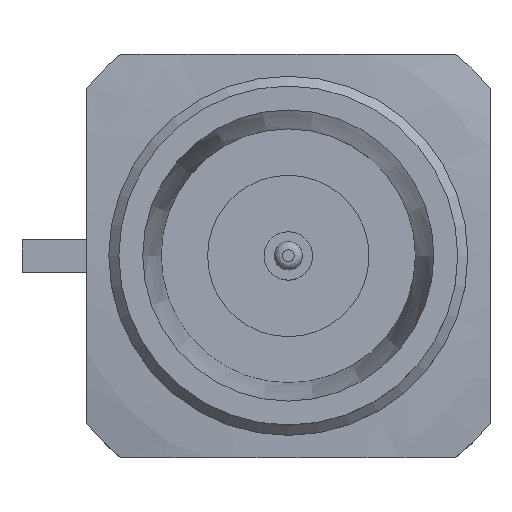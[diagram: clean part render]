
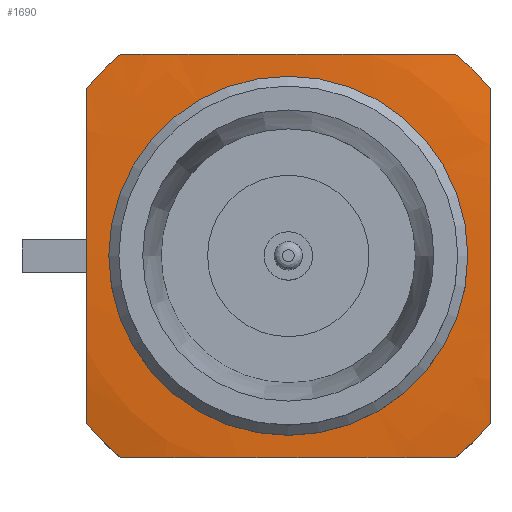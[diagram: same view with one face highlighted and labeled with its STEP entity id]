
A CAD part, top view. The second image highlights one B-rep face of the part: STEP entity #1690.
In plain terms, the highlighted free-form (B-spline) face has degree [2, 2] with [3, 9] control points.
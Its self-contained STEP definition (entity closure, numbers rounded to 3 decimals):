
#18=(
BOUNDED_CURVE()
B_SPLINE_CURVE(2,(#2775,#2776,#2777),.UNSPECIFIED.,.F.,.F.)
B_SPLINE_CURVE_WITH_KNOTS((3,3),(-1.571,-1.508),
 .UNSPECIFIED.)
CURVE()
GEOMETRIC_REPRESENTATION_ITEM()
RATIONAL_B_SPLINE_CURVE((1.,0.998,0.997))
REPRESENTATION_ITEM('')
);
#19=(
BOUNDED_SURFACE()
B_SPLINE_SURFACE(2,2,((#2747,#2748,#2749,#2750,#2751,#2752,#2753,#2754,
#2755),(#2756,#2757,#2758,#2759,#2760,#2761,#2762,#2763,#2764),(#2765,#2766,
#2767,#2768,#2769,#2770,#2771,#2772,#2773)),.UNSPECIFIED.,.F.,.T.,.F.)
B_SPLINE_SURFACE_WITH_KNOTS((3,3),(3,2,2,2,3),(1.335,1.571),
(-3.142,-1.571,0.,1.571,3.142),
 .UNSPECIFIED.)
GEOMETRIC_REPRESENTATION_ITEM()
RATIONAL_B_SPLINE_SURFACE(((1.,0.707,1.,0.707,1.,
0.707,1.,0.707,1.),(0.993,0.702,
0.993,0.702,0.993,0.702,
0.993,0.702,0.993),(1.,0.707,
1.,0.707,1.,0.707,1.,0.707,1.)))
REPRESENTATION_ITEM('')
SURFACE()
);
#21=B_SPLINE_CURVE_WITH_KNOTS('',3,(#2673,#2674,#2675,#2676,#2677,#2678,
#2679,#2680,#2681,#2682),.UNSPECIFIED.,.F.,.F.,(4,2,2,2,4),(1.414,
1.434,1.609,1.785,1.805),
 .UNSPECIFIED.);
#22=B_SPLINE_CURVE_WITH_KNOTS('',3,(#2694,#2695,#2696,#2697,#2698,#2699,
#2700,#2701,#2702,#2703),.UNSPECIFIED.,.F.,.F.,(4,2,2,2,4),(1.414,
1.434,1.609,1.785,1.805),
 .UNSPECIFIED.);
#23=B_SPLINE_CURVE_WITH_KNOTS('',3,(#2715,#2716,#2717,#2718,#2719,#2720,
#2721,#2722,#2723,#2724),.UNSPECIFIED.,.F.,.F.,(4,2,2,2,4),(1.414,
1.434,1.609,1.785,1.805),
 .UNSPECIFIED.);
#24=B_SPLINE_CURVE_WITH_KNOTS('',3,(#2779,#2780,#2781,#2782,#2783,#2784),
 .UNSPECIFIED.,.F.,.F.,(4,2,4),(-1.609,-1.434,-1.414),
 .UNSPECIFIED.);
#25=B_SPLINE_CURVE_WITH_KNOTS('',3,(#2786,#2787,#2788,#2789,#2790,#2791),
 .UNSPECIFIED.,.F.,.F.,(4,2,4),(-1.805,-1.785,-1.609),
 .UNSPECIFIED.);
#111=FACE_OUTER_BOUND('',#201,.T.);
#201=EDGE_LOOP('',(#1257,#1258,#1259,#1260,#1261,#1262,#1263,#1264,#1265,
#1266,#1267,#1268,#1269));
#572=CIRCLE('',#1789,2.225);
#573=CIRCLE('',#1790,2.225);
#597=CIRCLE('',#1834,3.25);
#599=CIRCLE('',#1838,3.25);
#603=CIRCLE('',#1846,3.25);
#604=CIRCLE('',#1847,3.25);
#671=VERTEX_POINT('',#2528);
#672=VERTEX_POINT('',#2529);
#723=VERTEX_POINT('',#2666);
#726=VERTEX_POINT('',#2671);
#728=VERTEX_POINT('',#2686);
#730=VERTEX_POINT('',#2692);
#732=VERTEX_POINT('',#2707);
#734=VERTEX_POINT('',#2713);
#742=VERTEX_POINT('',#2744);
#743=VERTEX_POINT('',#2774);
#744=VERTEX_POINT('',#2778);
#846=EDGE_CURVE('',#671,#672,#572,.T.);
#848=EDGE_CURVE('',#672,#671,#573,.T.);
#916=EDGE_CURVE('',#723,#726,#21,.T.);
#919=EDGE_CURVE('',#728,#726,#597,.T.);
#922=EDGE_CURVE('',#728,#730,#22,.T.);
#925=EDGE_CURVE('',#732,#730,#599,.T.);
#928=EDGE_CURVE('',#732,#734,#23,.T.);
#939=EDGE_CURVE('',#742,#734,#603,.T.);
#940=EDGE_CURVE('',#672,#743,#18,.T.);
#941=EDGE_CURVE('',#743,#744,#24,.T.);
#942=EDGE_CURVE('',#723,#744,#604,.T.);
#943=EDGE_CURVE('',#742,#743,#25,.T.);
#1257=ORIENTED_EDGE('',*,*,#846,.T.);
#1258=ORIENTED_EDGE('',*,*,#940,.T.);
#1259=ORIENTED_EDGE('',*,*,#941,.T.);
#1260=ORIENTED_EDGE('',*,*,#942,.F.);
#1261=ORIENTED_EDGE('',*,*,#916,.T.);
#1262=ORIENTED_EDGE('',*,*,#919,.F.);
#1263=ORIENTED_EDGE('',*,*,#922,.T.);
#1264=ORIENTED_EDGE('',*,*,#925,.F.);
#1265=ORIENTED_EDGE('',*,*,#928,.T.);
#1266=ORIENTED_EDGE('',*,*,#939,.F.);
#1267=ORIENTED_EDGE('',*,*,#943,.T.);
#1268=ORIENTED_EDGE('',*,*,#940,.F.);
#1269=ORIENTED_EDGE('',*,*,#848,.T.);
#1690=ADVANCED_FACE('',(#111),#19,.F.);
#1789=AXIS2_PLACEMENT_3D('',#2530,#2045,#2046);
#1790=AXIS2_PLACEMENT_3D('',#2532,#2048,#2049);
#1834=AXIS2_PLACEMENT_3D('',#2688,#2182,#2183);
#1838=AXIS2_PLACEMENT_3D('',#2709,#2193,#2194);
#1846=AXIS2_PLACEMENT_3D('',#2746,#2218,#2219);
#1847=AXIS2_PLACEMENT_3D('',#2785,#2220,#2221);
#2045=DIRECTION('center_axis',(0.,0.,-1.));
#2046=DIRECTION('ref_axis',(1.,0.,0.));
#2048=DIRECTION('center_axis',(0.,0.,-1.));
#2049=DIRECTION('ref_axis',(1.,0.,0.));
#2182=DIRECTION('center_axis',(0.,0.,-1.));
#2183=DIRECTION('ref_axis',(-1.,0.,0.));
#2193=DIRECTION('center_axis',(0.,0.,-1.));
#2194=DIRECTION('ref_axis',(-1.,0.,0.));
#2218=DIRECTION('center_axis',(0.,0.,-1.));
#2219=DIRECTION('ref_axis',(-1.,0.,0.));
#2220=DIRECTION('center_axis',(0.,0.,-1.));
#2221=DIRECTION('ref_axis',(-1.,0.,0.));
#2528=CARTESIAN_POINT('',(2.225,0.,0.));
#2529=CARTESIAN_POINT('',(-2.225,0.,0.));
#2530=CARTESIAN_POINT('Origin',(0.,0.,0.));
#2532=CARTESIAN_POINT('Origin',(0.,0.,0.));
#2666=CARTESIAN_POINT('',(-2.077,-2.5,-0.121));
#2671=CARTESIAN_POINT('',(2.077,-2.5,-0.121));
#2673=CARTESIAN_POINT('Ctrl Pts',(-2.077,-2.5,-0.121));
#2674=CARTESIAN_POINT('Ctrl Pts',(-2.005,-2.5,-0.11));
#2675=CARTESIAN_POINT('Ctrl Pts',(-1.934,-2.5,-0.1));
#2676=CARTESIAN_POINT('Ctrl Pts',(-1.232,-2.5,-0.013));
#2677=CARTESIAN_POINT('Ctrl Pts',(-0.586,-2.5,
-0.009));
#2678=CARTESIAN_POINT('Ctrl Pts',(0.586,-2.5,-0.009));
#2679=CARTESIAN_POINT('Ctrl Pts',(1.232,-2.5,-0.013));
#2680=CARTESIAN_POINT('Ctrl Pts',(1.934,-2.5,-0.1));
#2681=CARTESIAN_POINT('Ctrl Pts',(2.005,-2.5,-0.11));
#2682=CARTESIAN_POINT('Ctrl Pts',(2.077,-2.5,-0.121));
#2686=CARTESIAN_POINT('',(2.5,-2.077,-0.121));
#2688=CARTESIAN_POINT('Origin',(0.,0.,-0.121));
#2692=CARTESIAN_POINT('',(2.5,2.077,-0.121));
#2694=CARTESIAN_POINT('Ctrl Pts',(2.5,-2.077,-0.121));
#2695=CARTESIAN_POINT('Ctrl Pts',(2.5,-2.005,-0.11));
#2696=CARTESIAN_POINT('Ctrl Pts',(2.5,-1.934,-0.1));
#2697=CARTESIAN_POINT('Ctrl Pts',(2.5,-1.232,-0.013));
#2698=CARTESIAN_POINT('Ctrl Pts',(2.5,-0.586,-0.009));
#2699=CARTESIAN_POINT('Ctrl Pts',(2.5,0.586,-0.009));
#2700=CARTESIAN_POINT('Ctrl Pts',(2.5,1.232,-0.013));
#2701=CARTESIAN_POINT('Ctrl Pts',(2.5,1.934,-0.1));
#2702=CARTESIAN_POINT('Ctrl Pts',(2.5,2.005,-0.11));
#2703=CARTESIAN_POINT('Ctrl Pts',(2.5,2.077,-0.121));
#2707=CARTESIAN_POINT('',(2.077,2.5,-0.121));
#2709=CARTESIAN_POINT('Origin',(0.,0.,-0.121));
#2713=CARTESIAN_POINT('',(-2.077,2.5,-0.121));
#2715=CARTESIAN_POINT('Ctrl Pts',(2.077,2.5,-0.121));
#2716=CARTESIAN_POINT('Ctrl Pts',(2.005,2.5,-0.11));
#2717=CARTESIAN_POINT('Ctrl Pts',(1.934,2.5,-0.1));
#2718=CARTESIAN_POINT('Ctrl Pts',(1.232,2.5,-0.013));
#2719=CARTESIAN_POINT('Ctrl Pts',(0.586,2.5,-0.009));
#2720=CARTESIAN_POINT('Ctrl Pts',(-0.586,2.5,-0.009));
#2721=CARTESIAN_POINT('Ctrl Pts',(-1.232,2.5,-0.013));
#2722=CARTESIAN_POINT('Ctrl Pts',(-1.934,2.5,-0.1));
#2723=CARTESIAN_POINT('Ctrl Pts',(-2.005,2.5,-0.11));
#2724=CARTESIAN_POINT('Ctrl Pts',(-2.077,2.5,-0.121));
#2744=CARTESIAN_POINT('',(-2.5,2.077,-0.121));
#2746=CARTESIAN_POINT('Origin',(0.,0.,-0.121));
#2747=CARTESIAN_POINT('Ctrl Pts',(-3.25,0.,-0.121));
#2748=CARTESIAN_POINT('Ctrl Pts',(-3.25,-3.25,-0.121));
#2749=CARTESIAN_POINT('Ctrl Pts',(0.,-3.25,-0.121));
#2750=CARTESIAN_POINT('Ctrl Pts',(3.25,-3.25,-0.121));
#2751=CARTESIAN_POINT('Ctrl Pts',(3.25,0.,-0.121));
#2752=CARTESIAN_POINT('Ctrl Pts',(3.25,3.25,-0.121));
#2753=CARTESIAN_POINT('Ctrl Pts',(0.,3.25,-0.121));
#2754=CARTESIAN_POINT('Ctrl Pts',(-3.25,3.25,-0.121));
#2755=CARTESIAN_POINT('Ctrl Pts',(-3.25,0.,-0.121));
#2756=CARTESIAN_POINT('Ctrl Pts',(-2.745,0.,0.));
#2757=CARTESIAN_POINT('Ctrl Pts',(-2.745,-2.745,0.));
#2758=CARTESIAN_POINT('Ctrl Pts',(0.,-2.745,0.));
#2759=CARTESIAN_POINT('Ctrl Pts',(2.745,-2.745,0.));
#2760=CARTESIAN_POINT('Ctrl Pts',(2.745,0.,0.));
#2761=CARTESIAN_POINT('Ctrl Pts',(2.745,2.745,0.));
#2762=CARTESIAN_POINT('Ctrl Pts',(0.,2.745,0.));
#2763=CARTESIAN_POINT('Ctrl Pts',(-2.745,2.745,0.));
#2764=CARTESIAN_POINT('Ctrl Pts',(-2.745,0.,0.));
#2765=CARTESIAN_POINT('Ctrl Pts',(-2.225,0.,0.));
#2766=CARTESIAN_POINT('Ctrl Pts',(-2.225,-2.225,0.));
#2767=CARTESIAN_POINT('Ctrl Pts',(0.,-2.225,0.));
#2768=CARTESIAN_POINT('Ctrl Pts',(2.225,-2.225,0.));
#2769=CARTESIAN_POINT('Ctrl Pts',(2.225,0.,0.));
#2770=CARTESIAN_POINT('Ctrl Pts',(2.225,2.225,0.));
#2771=CARTESIAN_POINT('Ctrl Pts',(0.,2.225,0.));
#2772=CARTESIAN_POINT('Ctrl Pts',(-2.225,2.225,0.));
#2773=CARTESIAN_POINT('Ctrl Pts',(-2.225,0.,0.));
#2774=CARTESIAN_POINT('',(-2.5,0.,-0.009));
#2775=CARTESIAN_POINT('Ctrl Pts',(-2.225,0.,0.));
#2776=CARTESIAN_POINT('Ctrl Pts',(-2.363,0.,0.));
#2777=CARTESIAN_POINT('Ctrl Pts',(-2.5,0.,-0.009));
#2778=CARTESIAN_POINT('',(-2.5,-2.077,-0.121));
#2779=CARTESIAN_POINT('Ctrl Pts',(-2.5,0.,-0.009));
#2780=CARTESIAN_POINT('Ctrl Pts',(-2.5,-0.586,-0.009));
#2781=CARTESIAN_POINT('Ctrl Pts',(-2.5,-1.232,-0.013));
#2782=CARTESIAN_POINT('Ctrl Pts',(-2.5,-1.934,-0.1));
#2783=CARTESIAN_POINT('Ctrl Pts',(-2.5,-2.005,-0.11));
#2784=CARTESIAN_POINT('Ctrl Pts',(-2.5,-2.077,-0.121));
#2785=CARTESIAN_POINT('Origin',(0.,0.,-0.121));
#2786=CARTESIAN_POINT('Ctrl Pts',(-2.5,2.077,-0.121));
#2787=CARTESIAN_POINT('Ctrl Pts',(-2.5,2.005,-0.11));
#2788=CARTESIAN_POINT('Ctrl Pts',(-2.5,1.934,-0.1));
#2789=CARTESIAN_POINT('Ctrl Pts',(-2.5,1.232,-0.013));
#2790=CARTESIAN_POINT('Ctrl Pts',(-2.5,0.586,-0.009));
#2791=CARTESIAN_POINT('Ctrl Pts',(-2.5,0.,-0.009));
